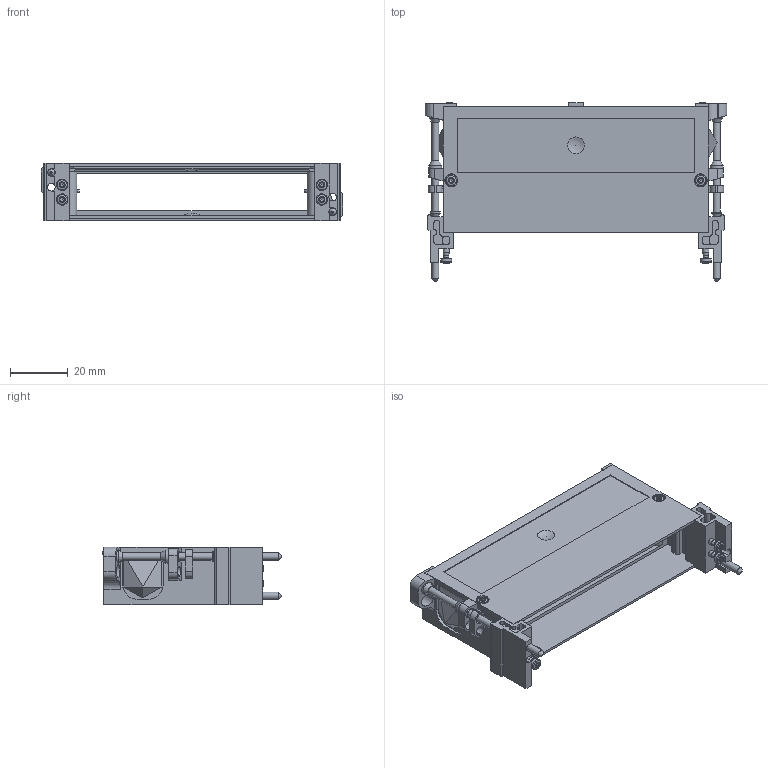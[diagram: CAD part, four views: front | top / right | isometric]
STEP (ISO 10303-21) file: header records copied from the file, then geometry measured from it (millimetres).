
FILE_DESCRIPTION(/* description */ (''),/* implementation_level */ '2;1');
FILE_NAME(/* name */ '100083554ugm000_b.stp',/* time_stamp */ '2019-10-23T10:46:53+02:00',/* author */ (''),/* organization */ (''),/* preprocessor_version */ 'ST-DEVELOPER v16.7',/* originating_system */ 'SIEMENS PLM Software NX 12.0',/* authorisation */ '');
FILE_SCHEMA (('AUTOMOTIVE_DESIGN { 1 0 10303 214 3 1 1 1 }'));
Products named in the file (2): 000060400-A-EJOT_Delta_PT_WN5452_22x8_simplified; 100083554ugm000_b
Assembly tree (5 placements, depth 2):
  100083554ugm000_b
    000060400-A-EJOT_Delta_PT_WN5452_22x8_simplified  x5
Bounding box: 104.5 x 61.83 x 20.05 mm (x, y, z)
Volume: 20599.7 mm3; surface area: 30220.8 mm2
Topology: 23 solids, 23 shells, 1763 faces, 4736 edges, 3082 vertices
Faces by surface type: plane 708, cylinder 481, bspline 432, cone 59, torus 45, sphere 19, extrusion 19
Full cylindrical faces by diameter (mm): 0.5 x1, 1.717 x15, 1.88 x15, 2 x10, 2.2 x15, 2.47 x4, 2.5 x6, 2.55 x2, 2.65 x4, 3.34 x2, 3.54 x2, 3.6 x4, 3.9 x15, 4.3 x2, 4.5 x2, 4.55 x2, 4.6 x4
Entity records: 60972 total; most frequent: CARTESIAN_POINT 27662, ORIENTED_EDGE 7690, DIRECTION 5395, EDGE_CURVE 3845, VERTEX_POINT 2618, AXIS2_PLACEMENT_3D 1808, EDGE_LOOP 1791, VECTOR 1779
